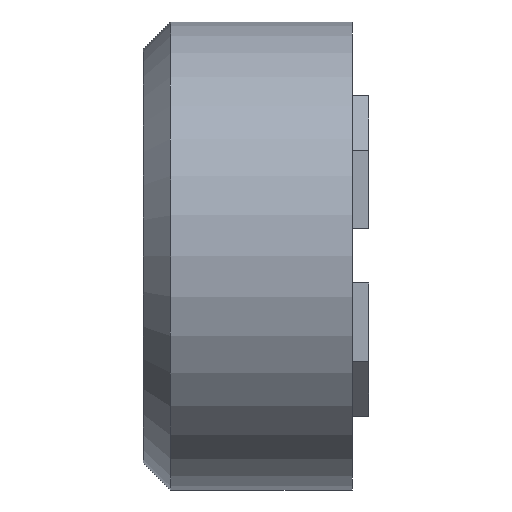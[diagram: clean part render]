
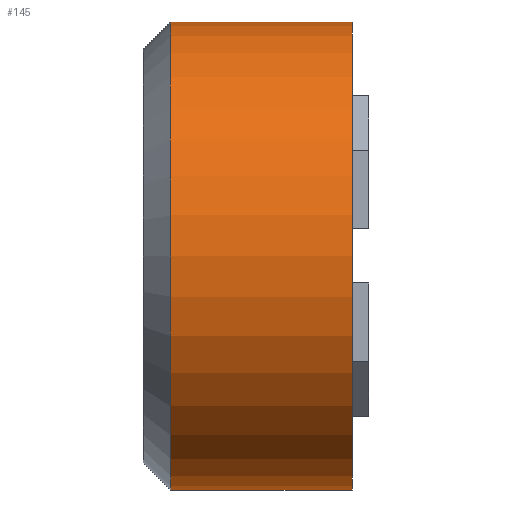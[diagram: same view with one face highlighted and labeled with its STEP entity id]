
A CAD part, left-side view. The second image highlights one B-rep face of the part: STEP entity #145.
In plain terms, the highlighted cylindrical face has radius 13 mm (diameter 26 mm), a partial arc.
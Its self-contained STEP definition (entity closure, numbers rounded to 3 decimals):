
#145=ADVANCED_FACE('',(#292),#293,.T.);
#292=FACE_OUTER_BOUND('',#433,.T.);
#293=CYLINDRICAL_SURFACE('',#434,13.0);
#433=EDGE_LOOP('',(#802,#803,#804,#805));
#434=AXIS2_PLACEMENT_3D('',#806,#807,#808);
#802=ORIENTED_EDGE('',*,*,#942,.F.);
#803=ORIENTED_EDGE('',*,*,#974,.T.);
#804=ORIENTED_EDGE('',*,*,#943,.F.);
#805=ORIENTED_EDGE('',*,*,#932,.F.);
#806=CARTESIAN_POINT('',(0.0,-10.2,0.0));
#807=DIRECTION('',(0.0,-1.0,0.0));
#808=DIRECTION('',(0.0,0.0,1.0));
#932=EDGE_CURVE('',#1147,#1146,#1149,.T.);
#942=EDGE_CURVE('',#1161,#1147,#1162,.T.);
#943=EDGE_CURVE('',#1146,#1163,#1164,.T.);
#974=EDGE_CURVE('',#1161,#1163,#1202,.T.);
#1146=VERTEX_POINT('',#1434);
#1147=VERTEX_POINT('',#1435);
#1149=CIRCLE('',#1437,13.0);
#1161=VERTEX_POINT('',#1455);
#1162=LINE('',#1456,#1457);
#1163=VERTEX_POINT('',#1458);
#1164=LINE('',#1459,#1460);
#1202=CIRCLE('',#1514,13.0);
#1434=CARTESIAN_POINT('',(0.0,-1.8,-13.0));
#1435=CARTESIAN_POINT('',(0.,-1.8,13.0));
#1437=AXIS2_PLACEMENT_3D('',#1648,#1649,#1650);
#1455=CARTESIAN_POINT('',(0.,8.3,13.0));
#1456=CARTESIAN_POINT('',(0.,3.25,13.0));
#1457=VECTOR('',#1657,1.0);
#1458=CARTESIAN_POINT('',(0.0,8.3,-13.0));
#1459=CARTESIAN_POINT('',(0.,3.25,-13.0));
#1460=VECTOR('',#1658,1.0);
#1514=AXIS2_PLACEMENT_3D('',#1684,#1685,#1686);
#1648=CARTESIAN_POINT('',(0.0,-1.8,0.0));
#1649=DIRECTION('',(0.0,-1.0,0.0));
#1650=DIRECTION('',(0.0,0.0,-1.0));
#1657=DIRECTION('',(-0.0,-1.0,-0.0));
#1658=DIRECTION('',(-0.0,1.0,-0.0));
#1684=CARTESIAN_POINT('',(0.0,8.3,0.0));
#1685=DIRECTION('',(0.0,-1.0,0.0));
#1686=DIRECTION('',(0.0,0.0,-1.0));
